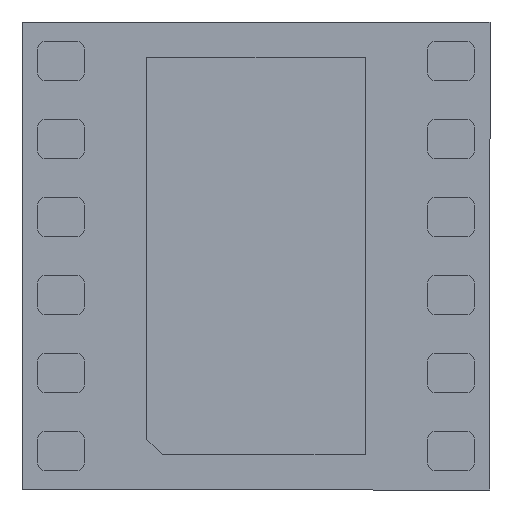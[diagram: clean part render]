
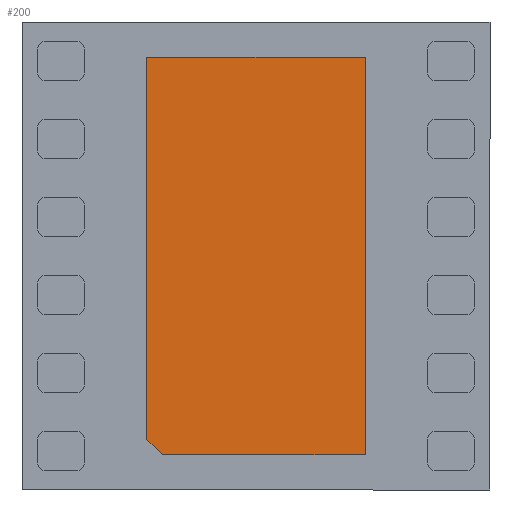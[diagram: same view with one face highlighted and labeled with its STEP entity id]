
A CAD part, front view. The second image highlights one B-rep face of the part: STEP entity #200.
In plain terms, the highlighted planar face has unit normal (0, -1, 0).
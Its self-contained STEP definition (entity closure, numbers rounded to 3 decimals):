
#93 = VERTEX_POINT ( 'NONE', #7358 ) ;
#139 = LINE ( 'NONE', #7235, #5278 ) ;
#200 = ADVANCED_FACE ( 'NONE', ( #4003 ), #3058, .T. ) ;
#317 = EDGE_CURVE ( 'NONE', #1359, #2134, #1751, .T. ) ;
#668 = VERTEX_POINT ( 'NONE', #5049 ) ;
#684 = CARTESIAN_POINT ( 'NONE',  ( 0.7, 0., 1.275 ) ) ;
#1263 = CARTESIAN_POINT ( 'NONE',  ( 0.7, 0., 1.275 ) ) ;
#1359 = VERTEX_POINT ( 'NONE', #1964 ) ;
#1482 = CARTESIAN_POINT ( 'NONE',  ( 0.7, 0., -1.275 ) ) ;
#1497 = VECTOR ( 'NONE', #2090, 1000. ) ;
#1751 = LINE ( 'NONE', #1482, #4327 ) ;
#1964 = CARTESIAN_POINT ( 'NONE',  ( -0.6, 0., -1.275 ) ) ;
#2035 = DIRECTION ( 'NONE',  ( 0., 0., -1. ) ) ;
#2090 = DIRECTION ( 'NONE',  ( -1., 0., 0. ) ) ;
#2134 = VERTEX_POINT ( 'NONE', #7331 ) ;
#2337 = VERTEX_POINT ( 'NONE', #1263 ) ;
#2617 = DIRECTION ( 'NONE',  ( 0., -1., 0. ) ) ;
#2759 = EDGE_CURVE ( 'NONE', #2337, #93, #6703, .T. ) ;
#2781 = VECTOR ( 'NONE', #7110, 1000. ) ;
#2966 = LINE ( 'NONE', #6085, #2781 ) ;
#2988 = DIRECTION ( 'NONE',  ( 0., 0., 1. ) ) ;
#3058 = PLANE ( 'NONE',  #4009 ) ;
#3121 = EDGE_LOOP ( 'NONE', ( #7176, #3434, #5581, #6231, #4848 ) ) ;
#3434 = ORIENTED_EDGE ( 'NONE', *, *, #4316, .T. ) ;
#4003 = FACE_OUTER_BOUND ( 'NONE', #3121, .T. ) ;
#4009 = AXIS2_PLACEMENT_3D ( 'NONE', #4904, #2617, #2035 ) ;
#4316 = EDGE_CURVE ( 'NONE', #668, #1359, #2966, .T. ) ;
#4327 = VECTOR ( 'NONE', #7335, 1000. ) ;
#4848 = ORIENTED_EDGE ( 'NONE', *, *, #2759, .T. ) ;
#4904 = CARTESIAN_POINT ( 'NONE',  ( 0., 0., 0. ) ) ;
#5049 = CARTESIAN_POINT ( 'NONE',  ( -0.7, 0., -1.175 ) ) ;
#5168 = EDGE_CURVE ( 'NONE', #2134, #2337, #6027, .T. ) ;
#5278 = VECTOR ( 'NONE', #7180, 1000. ) ;
#5288 = CARTESIAN_POINT ( 'NONE',  ( 0.7, 0., 1.275 ) ) ;
#5581 = ORIENTED_EDGE ( 'NONE', *, *, #317, .T. ) ;
#5874 = VECTOR ( 'NONE', #2988, 1000. ) ;
#6027 = LINE ( 'NONE', #5288, #5874 ) ;
#6085 = CARTESIAN_POINT ( 'NONE',  ( -0.937, 0., -0.938 ) ) ;
#6231 = ORIENTED_EDGE ( 'NONE', *, *, #5168, .T. ) ;
#6703 = LINE ( 'NONE', #684, #1497 ) ;
#7110 = DIRECTION ( 'NONE',  ( 0.707, 0., -0.707 ) ) ;
#7176 = ORIENTED_EDGE ( 'NONE', *, *, #7270, .T. ) ;
#7180 = DIRECTION ( 'NONE',  ( 0., 0., -1. ) ) ;
#7235 = CARTESIAN_POINT ( 'NONE',  ( -0.7, 0., 1.275 ) ) ;
#7270 = EDGE_CURVE ( 'NONE', #93, #668, #139, .T. ) ;
#7331 = CARTESIAN_POINT ( 'NONE',  ( 0.7, 0., -1.275 ) ) ;
#7335 = DIRECTION ( 'NONE',  ( 1., 0., 0. ) ) ;
#7358 = CARTESIAN_POINT ( 'NONE',  ( -0.7, 0., 1.275 ) ) ;
